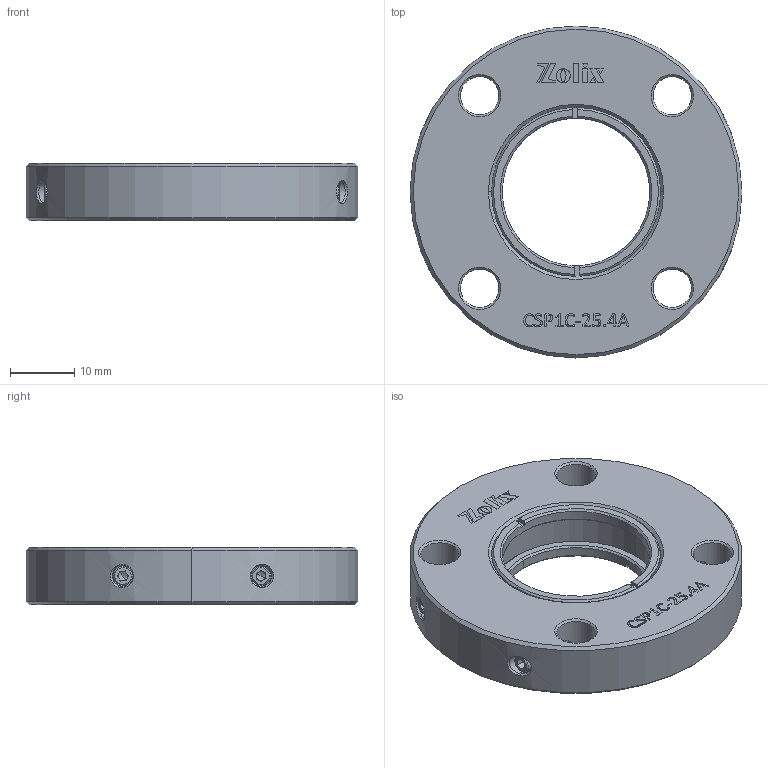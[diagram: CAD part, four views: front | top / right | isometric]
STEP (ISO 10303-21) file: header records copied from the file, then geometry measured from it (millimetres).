
FILE_DESCRIPTION (( 'STEP AP203' ), '1' );
FILE_NAME ('CSP1C-25.4A.STEP', '2025-06-18T00:47:36', ( '' ), ( '' ), 'SwSTEP 2.0', 'SolidWorks 2020', '' );
FILE_SCHEMA (( 'CONFIG_CONTROL_DESIGN' ));
Length unit declared in the file: millimetre
Products named in the file (1): CSP1C-25.4A
Bounding box: 51.69 x 51.69 x 9 mm (x, y, z)
Volume: 13180.9 mm3; surface area: 7318.7 mm2
Topology: 7 solids, 7 shells, 532 faces, 1424 edges, 912 vertices
Faces by surface type: plane 303, bspline 101, cone 84, cylinder 44
Entity records: 26217 total; most frequent: CARTESIAN_POINT 13620, ORIENTED_EDGE 2800, DIRECTION 2186, EDGE_CURVE 1400, VECTOR 962, LINE 962, VERTEX_POINT 912, AXIS2_PLACEMENT_3D 612
